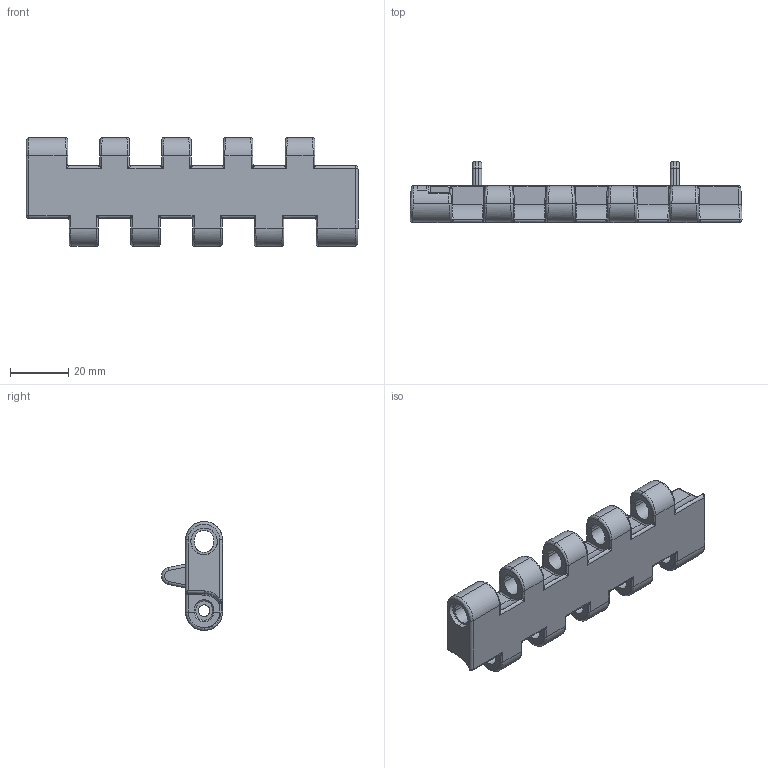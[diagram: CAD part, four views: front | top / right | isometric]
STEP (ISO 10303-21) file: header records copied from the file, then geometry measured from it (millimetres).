
FILE_DESCRIPTION (( 'STEP AP214' ), '1' );
FILE_NAME ('LF9255MC.0134P1.STEP', '2021-03-12T08:27:06', ( '' ), ( '' ), 'SwSTEP 2.0', 'SolidWorks 2019', '' );
FILE_SCHEMA (( 'AUTOMOTIVE_DESIGN' ));
Length unit declared in the file: millimetre
Products named in the file (1): LF9255MC.0134P1
Bounding box: 114.24 x 21 x 37.5 mm (x, y, z)
Volume: 24338.2 mm3; surface area: 14595.1 mm2
Topology: 1 solids, 2 shells, 818 faces, 2053 edges, 1162 vertices
Faces by surface type: bspline 314, cylinder 308, plane 147, torus 39, sphere 7, cone 3
Entity records: 35066 total; most frequent: CARTESIAN_POINT 19163, ORIENTED_EDGE 3974, DIRECTION 2560, EDGE_CURVE 1987, VERTEX_POINT 1162, AXIS2_PLACEMENT_3D 975, EDGE_LOOP 827, FACE_OUTER_BOUND 818
